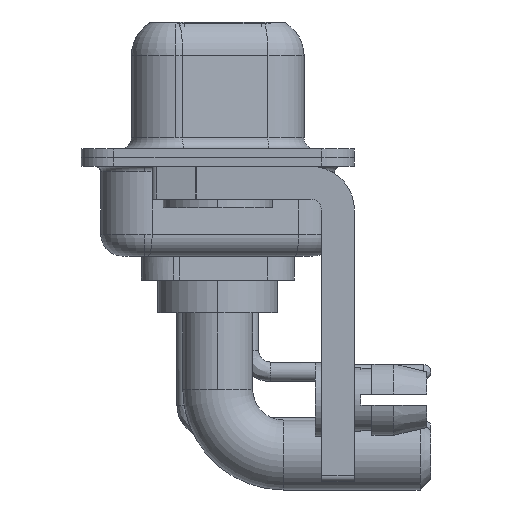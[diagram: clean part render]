
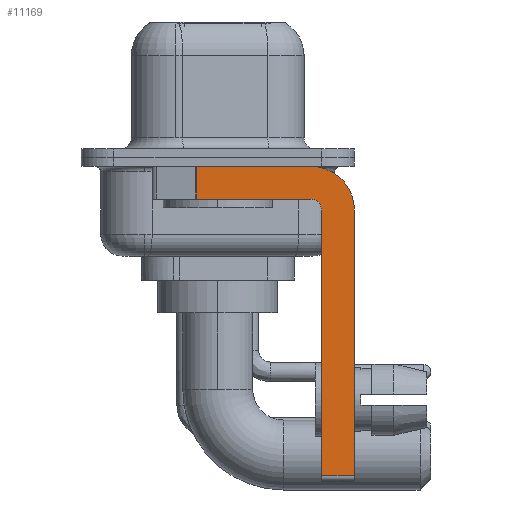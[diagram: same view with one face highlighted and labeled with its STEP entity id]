
A CAD part, left-side view. The second image highlights one B-rep face of the part: STEP entity #11169.
In plain terms, the highlighted planar face has unit normal (-1, 0, 0).
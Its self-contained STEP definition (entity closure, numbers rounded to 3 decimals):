
#327 = EDGE_CURVE ( 'NONE', #7928, #9425, #7083, .T. ) ;
#892 = EDGE_LOOP ( 'NONE', ( #12756, #20513, #11729, #20406, #1941, #20498, #19251, #10302 ) ) ;
#1068 = CARTESIAN_POINT ( 'NONE',  ( -2.9, -4.25, -2.4 ) ) ;
#1744 = CARTESIAN_POINT ( 'NONE',  ( -2.9, 0.978, -1.9 ) ) ;
#1941 = ORIENTED_EDGE ( 'NONE', *, *, #8472, .F. ) ;
#2178 = CARTESIAN_POINT ( 'NONE',  ( -2.9, -4.25, -0.4 ) ) ;
#2466 = CARTESIAN_POINT ( 'NONE',  ( -2.9, -4.25, -2.4 ) ) ;
#2680 = DIRECTION ( 'NONE',  ( 0., 0., 1. ) ) ;
#3113 = VECTOR ( 'NONE', #2680, 1000. ) ;
#3226 = DIRECTION ( 'NONE',  ( 0., 1., 0. ) ) ;
#3441 = VERTEX_POINT ( 'NONE', #7076 ) ;
#3953 = DIRECTION ( 'NONE',  ( 0., -1., 0. ) ) ;
#4180 = LINE ( 'NONE', #17298, #12947 ) ;
#4258 = DIRECTION ( 'NONE',  ( 0., 0., -1. ) ) ;
#4734 = CIRCLE ( 'NONE', #7157, 0.5 ) ;
#4941 = AXIS2_PLACEMENT_3D ( 'NONE', #19124, #7600, #4258 ) ;
#5344 = CARTESIAN_POINT ( 'NONE',  ( -2.9, -6.25, -14.55 ) ) ;
#5424 = CARTESIAN_POINT ( 'NONE',  ( -2.9, -6.25, -2.4 ) ) ;
#5595 = DIRECTION ( 'NONE',  ( 0., 0., 1. ) ) ;
#6575 = VECTOR ( 'NONE', #20168, 1000. ) ;
#6682 = VECTOR ( 'NONE', #19312, 1000. ) ;
#6875 = LINE ( 'NONE', #13476, #13326 ) ;
#7076 = CARTESIAN_POINT ( 'NONE',  ( -2.9, -4.25, -1.9 ) ) ;
#7083 = CIRCLE ( 'NONE', #15396, 2. ) ;
#7140 = CARTESIAN_POINT ( 'NONE',  ( -2.9, -4.75, -14.55 ) ) ;
#7157 = AXIS2_PLACEMENT_3D ( 'NONE', #2466, #19066, #5595 ) ;
#7546 = DIRECTION ( 'NONE',  ( 1., 0., 0. ) ) ;
#7600 = DIRECTION ( 'NONE',  ( 1., 0., 0. ) ) ;
#7870 = VERTEX_POINT ( 'NONE', #7140 ) ;
#7928 = VERTEX_POINT ( 'NONE', #2178 ) ;
#8472 = EDGE_CURVE ( 'NONE', #7870, #8567, #11019, .T. ) ;
#8567 = VERTEX_POINT ( 'NONE', #18696 ) ;
#8798 = VERTEX_POINT ( 'NONE', #5344 ) ;
#9425 = VERTEX_POINT ( 'NONE', #5424 ) ;
#9501 = DIRECTION ( 'NONE',  ( 0., 0., -1. ) ) ;
#9849 = LINE ( 'NONE', #11266, #6682 ) ;
#10302 = ORIENTED_EDGE ( 'NONE', *, *, #327, .F. ) ;
#10324 = FACE_OUTER_BOUND ( 'NONE', #892, .T. ) ;
#10444 = CARTESIAN_POINT ( 'NONE',  ( -2.9, -4.25, -1.9 ) ) ;
#11019 = LINE ( 'NONE', #20570, #3113 ) ;
#11072 = CARTESIAN_POINT ( 'NONE',  ( -2.9, 0.978, -1.9 ) ) ;
#11169 = ADVANCED_FACE ( 'NONE', ( #10324 ), #16939, .F. ) ;
#11266 = CARTESIAN_POINT ( 'NONE',  ( -2.9, 3., -0.4 ) ) ;
#11712 = EDGE_CURVE ( 'NONE', #12883, #7928, #9849, .T. ) ;
#11729 = ORIENTED_EDGE ( 'NONE', *, *, #19574, .F. ) ;
#12198 = DIRECTION ( 'NONE',  ( 0., 0., -1. ) ) ;
#12647 = EDGE_CURVE ( 'NONE', #9425, #8798, #4180, .T. ) ;
#12756 = ORIENTED_EDGE ( 'NONE', *, *, #11712, .F. ) ;
#12883 = VERTEX_POINT ( 'NONE', #15090 ) ;
#12947 = VECTOR ( 'NONE', #12198, 1000. ) ;
#13326 = VECTOR ( 'NONE', #3953, 1000. ) ;
#13476 = CARTESIAN_POINT ( 'NONE',  ( -2.9, -4.25, -14.55 ) ) ;
#14337 = VERTEX_POINT ( 'NONE', #11072 ) ;
#15018 = EDGE_CURVE ( 'NONE', #7870, #8798, #6875, .T. ) ;
#15090 = CARTESIAN_POINT ( 'NONE',  ( -2.9, 0.978, -0.4 ) ) ;
#15173 = VECTOR ( 'NONE', #3226, 1000. ) ;
#15396 = AXIS2_PLACEMENT_3D ( 'NONE', #1068, #7546, #9501 ) ;
#16377 = EDGE_CURVE ( 'NONE', #8567, #3441, #4734, .T. ) ;
#16543 = LINE ( 'NONE', #10444, #15173 ) ;
#16574 = LINE ( 'NONE', #1744, #6575 ) ;
#16939 = PLANE ( 'NONE',  #4941 ) ;
#17298 = CARTESIAN_POINT ( 'NONE',  ( -2.9, -6.25, -2.4 ) ) ;
#18696 = CARTESIAN_POINT ( 'NONE',  ( -2.9, -4.75, -2.4 ) ) ;
#19066 = DIRECTION ( 'NONE',  ( -1., 0., 0. ) ) ;
#19124 = CARTESIAN_POINT ( 'NONE',  ( -2.9, -4.25, -2.4 ) ) ;
#19251 = ORIENTED_EDGE ( 'NONE', *, *, #12647, .F. ) ;
#19312 = DIRECTION ( 'NONE',  ( 0., -1., 0. ) ) ;
#19574 = EDGE_CURVE ( 'NONE', #3441, #14337, #16543, .T. ) ;
#20168 = DIRECTION ( 'NONE',  ( 0., 0., -1. ) ) ;
#20406 = ORIENTED_EDGE ( 'NONE', *, *, #16377, .F. ) ;
#20498 = ORIENTED_EDGE ( 'NONE', *, *, #15018, .T. ) ;
#20513 = ORIENTED_EDGE ( 'NONE', *, *, #20607, .T. ) ;
#20570 = CARTESIAN_POINT ( 'NONE',  ( -2.9, -4.75, -14.8 ) ) ;
#20607 = EDGE_CURVE ( 'NONE', #12883, #14337, #16574, .T. ) ;
